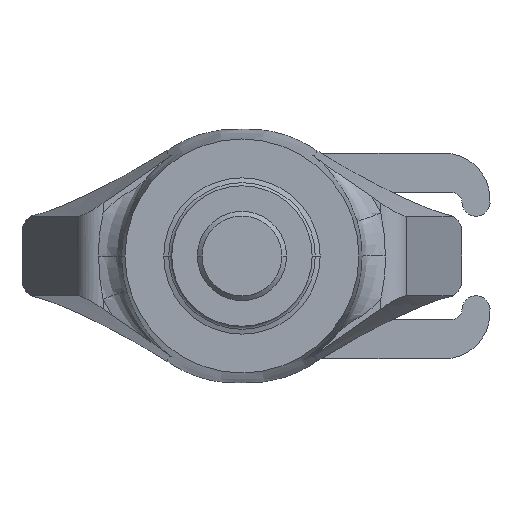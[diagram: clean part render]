
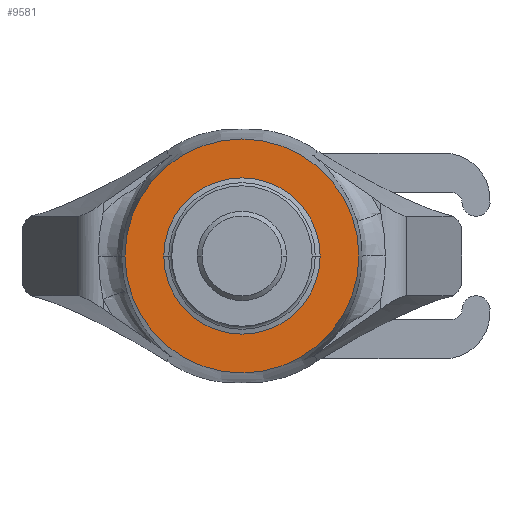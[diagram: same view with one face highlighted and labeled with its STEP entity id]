
A CAD part, front view. The second image highlights one B-rep face of the part: STEP entity #9581.
In plain terms, the highlighted planar face has unit normal (0, -1, 0).
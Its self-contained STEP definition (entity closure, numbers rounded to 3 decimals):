
#2=CARTESIAN_POINT('',(0.,-22.,0.));
#3=DIRECTION('',(0.,-1.,0.));
#4=DIRECTION('',(-1.,0.,0.));
#5=AXIS2_PLACEMENT_3D('',#2,#3,#4);
#7=CARTESIAN_POINT('',(0.,-22.,0.));
#8=DIRECTION('',(0.,-1.,0.));
#9=DIRECTION('',(1.,0.,0.));
#10=AXIS2_PLACEMENT_3D('',#7,#8,#9);
#12=CARTESIAN_POINT('',(0.,-22.,0.));
#13=DIRECTION('',(0.,-1.,0.));
#14=DIRECTION('',(1.,0.,0.));
#15=AXIS2_PLACEMENT_3D('',#12,#13,#14);
#515=CARTESIAN_POINT('',(0.,-22.,0.));
#516=DIRECTION('',(0.,1.,0.));
#517=DIRECTION('',(1.,0.,0.));
#518=AXIS2_PLACEMENT_3D('',#515,#516,#517);
#7474=CARTESIAN_POINT('',(12.5,-22.,0.));
#7475=CARTESIAN_POINT('',(-12.5,-22.,0.));
#7476=VERTEX_POINT('',#7474);
#7477=VERTEX_POINT('',#7475);
#7566=CARTESIAN_POINT('',(-8.35,-22.,0.));
#7567=CARTESIAN_POINT('',(8.35,-22.,0.));
#7568=VERTEX_POINT('',#7566);
#7569=VERTEX_POINT('',#7567);
#9564=CARTESIAN_POINT('',(0.,-22.,0.));
#9565=DIRECTION('',(0.,-1.,0.));
#9566=DIRECTION('',(-1.,0.,0.));
#9567=AXIS2_PLACEMENT_3D('',#9564,#9565,#9566);
#9568=PLANE('',#9567);
#9570=ORIENTED_EDGE('',*,*,#9569,.F.);
#9572=ORIENTED_EDGE('',*,*,#9571,.T.);
#9573=EDGE_LOOP('',(#9570,#9572));
#9574=FACE_OUTER_BOUND('',#9573,.F.);
#9576=ORIENTED_EDGE('',*,*,#9575,.T.);
#9578=ORIENTED_EDGE('',*,*,#9577,.T.);
#9579=EDGE_LOOP('',(#9576,#9578));
#9580=FACE_BOUND('',#9579,.F.);
#9581=ADVANCED_FACE('',(#9574,#9580),#9568,.T.);
#6=CIRCLE('',#5,8.35);
#11=CIRCLE('',#10,8.35);
#16=CIRCLE('',#15,12.5);
#519=CIRCLE('',#518,12.5);
#9569=EDGE_CURVE('',#7476,#7477,#16,.T.);
#9571=EDGE_CURVE('',#7476,#7477,#519,.T.);
#9575=EDGE_CURVE('',#7568,#7569,#6,.T.);
#9577=EDGE_CURVE('',#7569,#7568,#11,.T.);
